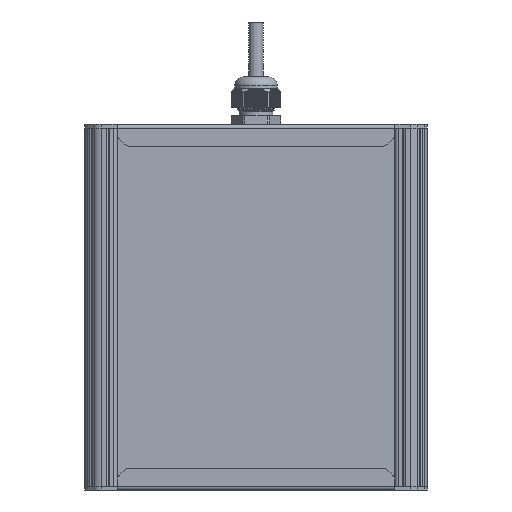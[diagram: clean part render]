
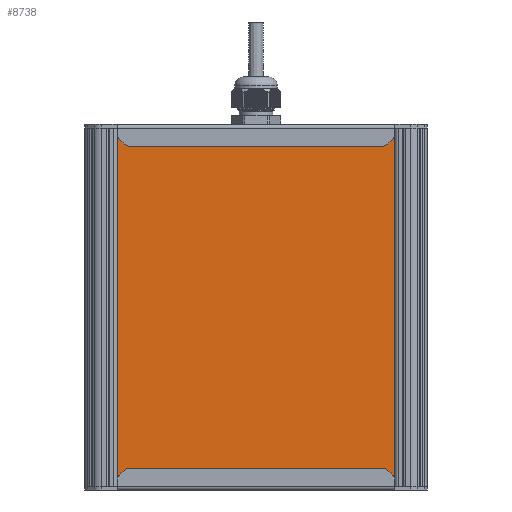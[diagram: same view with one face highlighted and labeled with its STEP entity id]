
A CAD part, front view. The second image highlights one B-rep face of the part: STEP entity #8738.
In plain terms, the highlighted face is planar.
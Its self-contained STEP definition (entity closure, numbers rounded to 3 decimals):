
#8738=ADVANCED_FACE('',(#24832),#24834,.T.);
#24832=FACE_BOUND('',#24833,.T.);
#24833=EDGE_LOOP('',(#53726,#53727,#53728,#53729));
#24834=PLANE('',#24835);
#24835=AXIS2_PLACEMENT_3D('',#24836,#24837,#24838);
#24836=CARTESIAN_POINT('',(2111.497,401.002,-34.582));
#24837=DIRECTION('',(0.,0.,-1.));
#24838=DIRECTION('',(0.,1.,0.));
#53726=ORIENTED_EDGE('',*,*,#61719,.T.);
#53727=ORIENTED_EDGE('',*,*,#61718,.F.);
#53728=ORIENTED_EDGE('',*,*,#61720,.F.);
#53729=ORIENTED_EDGE('',*,*,#61721,.T.);
#61718=EDGE_CURVE('',#68014,#68012,#68016,.T.);
#61719=EDGE_CURVE('',#68017,#68012,#68018,.T.);
#61720=EDGE_CURVE('',#68019,#68014,#68020,.T.);
#61721=EDGE_CURVE('',#68019,#68017,#68021,.T.);
#68012=VERTEX_POINT('',#86894);
#68014=VERTEX_POINT('',#86898);
#68016=LINE('',#86902,#86903);
#68017=VERTEX_POINT('',#86905);
#68018=LINE('',#86906,#86907);
#68019=VERTEX_POINT('',#86909);
#68020=LINE('',#86910,#86911);
#68021=LINE('',#86913,#86914);
#86894=CARTESIAN_POINT('',(2307.497,401.002,-34.582));
#86898=CARTESIAN_POINT('',(2111.497,401.002,-34.582));
#86902=CARTESIAN_POINT('',(2111.497,401.002,-34.582));
#86903=VECTOR('',#86904,1.);
#86904=DIRECTION('',(1.,0.,0.));
#86905=CARTESIAN_POINT('',(2307.497,565.13,-34.582));
#86906=CARTESIAN_POINT('',(2307.497,565.13,-34.582));
#86907=VECTOR('',#86908,1.);
#86908=DIRECTION('',(0.,-1.,0.));
#86909=CARTESIAN_POINT('',(2111.497,565.13,-34.582));
#86910=CARTESIAN_POINT('',(2111.497,565.13,-34.582));
#86911=VECTOR('',#86912,1.);
#86912=DIRECTION('',(0.,-1.,0.));
#86913=CARTESIAN_POINT('',(2111.497,565.13,-34.582));
#86914=VECTOR('',#86915,1.);
#86915=DIRECTION('',(1.,0.,0.));
